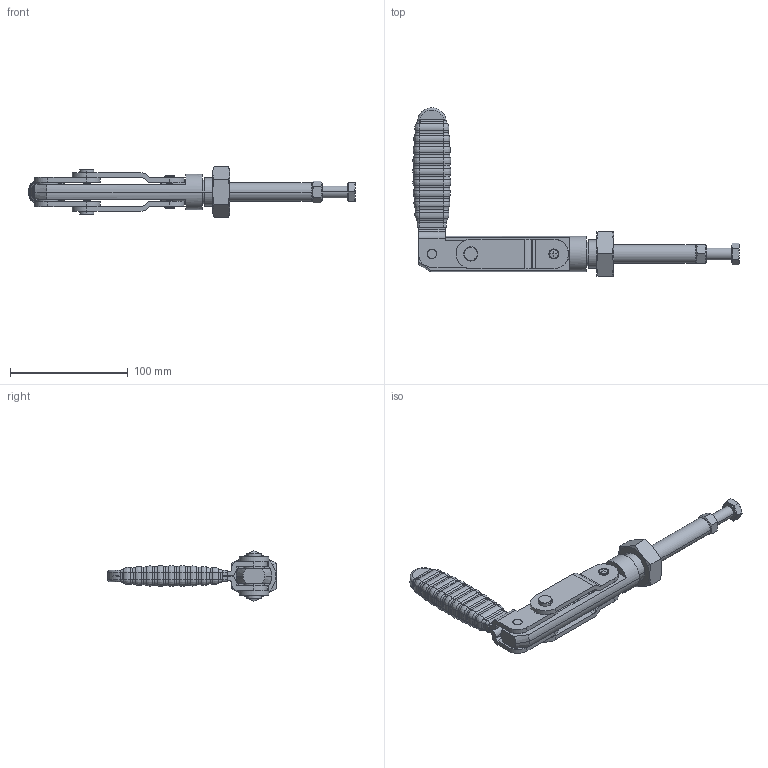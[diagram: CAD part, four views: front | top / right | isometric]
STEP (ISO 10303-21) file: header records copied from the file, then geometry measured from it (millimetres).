
FILE_DESCRIPTION(('CATIA V5 STEP Exchange'),'2;1');
FILE_NAME('SCHUBSTANGENSPANNER_TS_P_750_357886.stp','2018-08-16T12:02:52+00:00',('none'),('none'),'CATIA Version 5 Release 19 SP 9 (IN-10)','CATIA V5 STEP AP214','none');
FILE_SCHEMA(('AUTOMOTIVE_DESIGN { 1 0 10303 214 1 1 1 1 }'));
Length unit declared in the file: millimetre
Products named in the file (1): SCHUBSTANGENSPANNER_TS_P_750_357886
Bounding box: 276.64 x 142.57 x 43.3 mm (x, y, z)
Volume: 153468.6 mm3; surface area: 54225 mm2
Topology: 1 solids, 4 shells, 470 faces, 1218 edges, 769 vertices
Faces by surface type: cylinder 200, plane 92, torus 82, cone 46, bspline 44, sphere 6
Entity records: 15192 total; most frequent: CARTESIAN_POINT 4648, ORIENTED_EDGE 2416, DIRECTION 1754, EDGE_CURVE 1208, AXIS2_PLACEMENT_3D 952, VERTEX_POINT 769, CIRCLE 534, EDGE_LOOP 505
